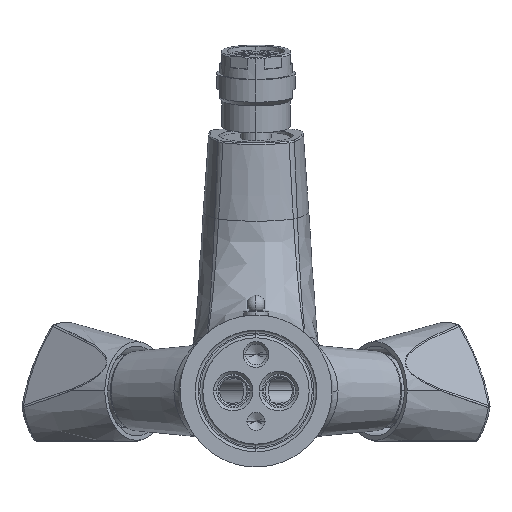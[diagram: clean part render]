
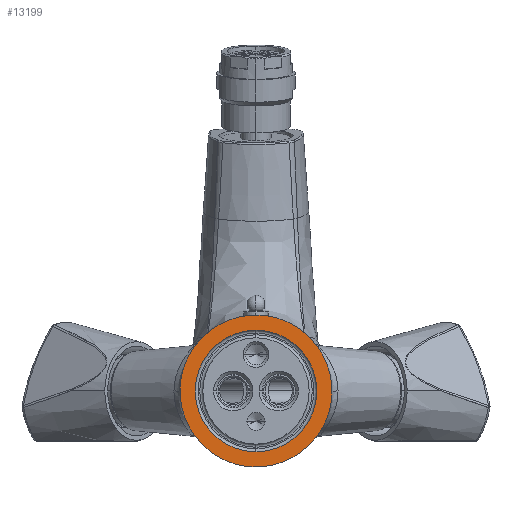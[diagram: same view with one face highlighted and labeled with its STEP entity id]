
A CAD part, front view. The second image highlights one B-rep face of the part: STEP entity #13199.
In plain terms, the highlighted planar face has unit normal (0, -1, 0).
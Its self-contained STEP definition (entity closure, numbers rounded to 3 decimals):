
#25=CARTESIAN_POINT('',(17.678,0.,-17.678));
#26=CARTESIAN_POINT('',(15.826,0.,-19.529));
#27=CARTESIAN_POINT('',(11.538,0.,-22.645));
#28=CARTESIAN_POINT('',(3.976,0.,-25.102));
#29=CARTESIAN_POINT('',(-3.976,0.,-25.102));
#30=CARTESIAN_POINT('',(-11.538,0.,-22.645));
#31=CARTESIAN_POINT('',(-15.826,0.,-19.529));
#32=CARTESIAN_POINT('',(-17.678,0.,-17.678));
#34=CARTESIAN_POINT('',(-17.678,0.,-17.678));
#35=CARTESIAN_POINT('',(-19.529,0.,-15.826));
#36=CARTESIAN_POINT('',(-22.645,0.,-11.538));
#37=CARTESIAN_POINT('',(-25.102,0.,-3.976));
#38=CARTESIAN_POINT('',(-25.102,0.,3.976));
#39=CARTESIAN_POINT('',(-22.645,0.,11.538));
#40=CARTESIAN_POINT('',(-19.529,0.,15.826));
#41=CARTESIAN_POINT('',(-17.678,0.,17.678));
#43=CARTESIAN_POINT('',(-17.678,0.,17.678));
#44=CARTESIAN_POINT('',(-15.826,0.,19.529));
#45=CARTESIAN_POINT('',(-11.538,0.,22.645));
#46=CARTESIAN_POINT('',(-3.976,0.,25.102));
#47=CARTESIAN_POINT('',(3.976,0.,25.102));
#48=CARTESIAN_POINT('',(11.538,0.,22.645));
#49=CARTESIAN_POINT('',(15.826,0.,19.529));
#50=CARTESIAN_POINT('',(17.678,0.,17.678));
#52=CARTESIAN_POINT('',(17.678,0.,17.678));
#53=CARTESIAN_POINT('',(19.529,0.,15.826));
#54=CARTESIAN_POINT('',(22.645,0.,11.538));
#55=CARTESIAN_POINT('',(25.102,0.,3.976));
#56=CARTESIAN_POINT('',(25.102,0.,-3.976));
#57=CARTESIAN_POINT('',(22.645,0.,-11.538));
#58=CARTESIAN_POINT('',(19.529,0.,-15.826));
#59=CARTESIAN_POINT('',(17.678,0.,-17.678));
#61=CARTESIAN_POINT('',(0.,0.,0.));
#62=DIRECTION('',(0.,-1.,0.));
#63=DIRECTION('',(0.,0.,-1.));
#64=AXIS2_PLACEMENT_3D('',#61,#62,#63);
#66=CARTESIAN_POINT('',(0.,0.,0.));
#67=DIRECTION('',(0.,-1.,0.));
#68=DIRECTION('',(0.,0.,1.));
#69=AXIS2_PLACEMENT_3D('',#66,#67,#68);
#83=CARTESIAN_POINT('',(-17.678,0.,-17.678));
#167=CARTESIAN_POINT('',(17.678,0.,-17.678));
#241=CARTESIAN_POINT('',(17.678,0.,17.678));
#248=CARTESIAN_POINT('',(-17.678,0.,17.678));
#11771=VERTEX_POINT('',#167);
#11780=VERTEX_POINT('',#241);
#11788=VERTEX_POINT('',#83);
#11797=VERTEX_POINT('',#248);
#12038=CARTESIAN_POINT('',(0.,0.,-20.));
#12039=CARTESIAN_POINT('',(0.,0.,20.));
#12040=VERTEX_POINT('',#12038);
#12041=VERTEX_POINT('',#12039);
#13178=CARTESIAN_POINT('',(0.,0.,0.));
#13179=DIRECTION('',(0.,1.,0.));
#13180=DIRECTION('',(0.,0.,1.));
#13181=AXIS2_PLACEMENT_3D('',#13178,#13179,#13180);
#13182=PLANE('',#13181);
#13184=ORIENTED_EDGE('',*,*,#13183,.T.);
#13186=ORIENTED_EDGE('',*,*,#13185,.T.);
#13188=ORIENTED_EDGE('',*,*,#13187,.T.);
#13190=ORIENTED_EDGE('',*,*,#13189,.T.);
#13191=EDGE_LOOP('',(#13184,#13186,#13188,#13190));
#13192=FACE_OUTER_BOUND('',#13191,.F.);
#13194=ORIENTED_EDGE('',*,*,#13193,.T.);
#13196=ORIENTED_EDGE('',*,*,#13195,.T.);
#13197=EDGE_LOOP('',(#13194,#13196));
#13198=FACE_BOUND('',#13197,.F.);
#13199=ADVANCED_FACE('',(#13192,#13198),#13182,.F.);
#33=B_SPLINE_CURVE_WITH_KNOTS('',3,(#25,#26,#27,#28,#29,#30,#31,#32),
.UNSPECIFIED.,.F.,.F.,(4,1,1,1,1,4),(0.,0.2,0.4,0.6,0.8,1.),
.UNSPECIFIED.);
#42=B_SPLINE_CURVE_WITH_KNOTS('',3,(#34,#35,#36,#37,#38,#39,#40,#41),
.UNSPECIFIED.,.F.,.F.,(4,1,1,1,1,4),(0.,0.2,0.4,0.6,0.8,1.),
.UNSPECIFIED.);
#51=B_SPLINE_CURVE_WITH_KNOTS('',3,(#43,#44,#45,#46,#47,#48,#49,#50),
.UNSPECIFIED.,.F.,.F.,(4,1,1,1,1,4),(0.,0.2,0.4,0.6,0.8,1.),
.UNSPECIFIED.);
#60=B_SPLINE_CURVE_WITH_KNOTS('',3,(#52,#53,#54,#55,#56,#57,#58,#59),
.UNSPECIFIED.,.F.,.F.,(4,1,1,1,1,4),(0.,0.2,0.4,0.6,0.8,1.),
.UNSPECIFIED.);
#65=CIRCLE('',#64,20.);
#70=CIRCLE('',#69,20.);
#13183=EDGE_CURVE('',#11771,#11788,#33,.T.);
#13185=EDGE_CURVE('',#11788,#11797,#42,.T.);
#13187=EDGE_CURVE('',#11797,#11780,#51,.T.);
#13189=EDGE_CURVE('',#11780,#11771,#60,.T.);
#13193=EDGE_CURVE('',#12040,#12041,#65,.T.);
#13195=EDGE_CURVE('',#12041,#12040,#70,.T.);
